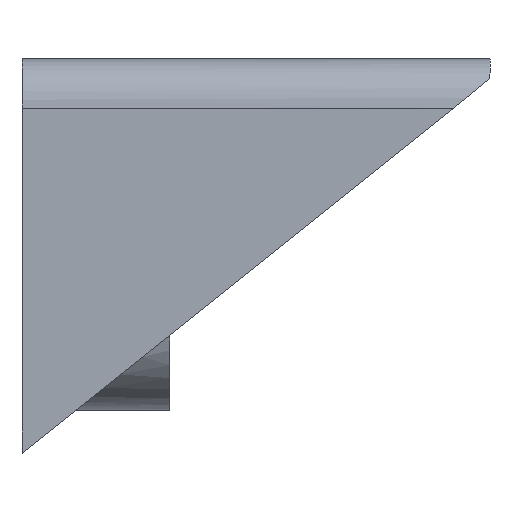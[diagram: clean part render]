
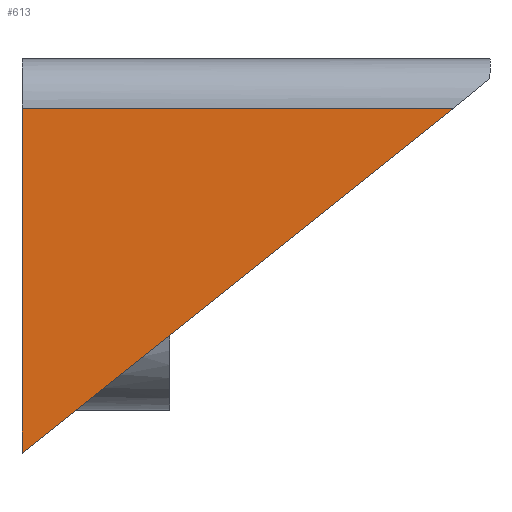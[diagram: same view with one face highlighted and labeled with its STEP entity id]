
A CAD part, left-side view. The second image highlights one B-rep face of the part: STEP entity #613.
In plain terms, the highlighted planar face has unit normal (-1, 0, 0).
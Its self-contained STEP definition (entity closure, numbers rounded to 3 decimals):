
#49=PLANE('',#660);
#74=FACE_OUTER_BOUND('',#113,.T.);
#113=EDGE_LOOP('',(#466,#467,#468));
#155=LINE('',#885,#210);
#174=LINE('',#1080,#229);
#175=LINE('',#1083,#230);
#210=VECTOR('',#723,10.);
#229=VECTOR('',#750,10.);
#230=VECTOR('',#755,10.);
#282=VERTEX_POINT('',#881);
#284=VERTEX_POINT('',#884);
#310=VERTEX_POINT('',#1079);
#343=EDGE_CURVE('',#284,#282,#155,.T.);
#370=EDGE_CURVE('',#284,#310,#174,.T.);
#372=EDGE_CURVE('',#310,#282,#175,.F.);
#466=ORIENTED_EDGE('',*,*,#343,.T.);
#467=ORIENTED_EDGE('',*,*,#372,.F.);
#468=ORIENTED_EDGE('',*,*,#370,.F.);
#613=ADVANCED_FACE('',(#74),#49,.F.);
#660=AXIS2_PLACEMENT_3D('',#1082,#753,#754);
#723=DIRECTION('',(0.,0.,-1.));
#750=DIRECTION('',(0.,-1.,0.));
#753=DIRECTION('center_axis',(1.,0.,0.));
#754=DIRECTION('ref_axis',(0.,1.,0.));
#755=DIRECTION('',(0.,-0.781,0.625));
#881=CARTESIAN_POINT('',(68.5,349.,-74.096));
#884=CARTESIAN_POINT('',(68.5,349.,-60.096));
#885=CARTESIAN_POINT('',(68.5,349.,-62.096));
#1079=CARTESIAN_POINT('',(68.5,331.5,-60.096));
#1080=CARTESIAN_POINT('',(68.5,334.75,-60.096));
#1082=CARTESIAN_POINT('Origin',(68.5,339.5,-66.096));
#1083=CARTESIAN_POINT('',(68.5,344.153,-70.218));
